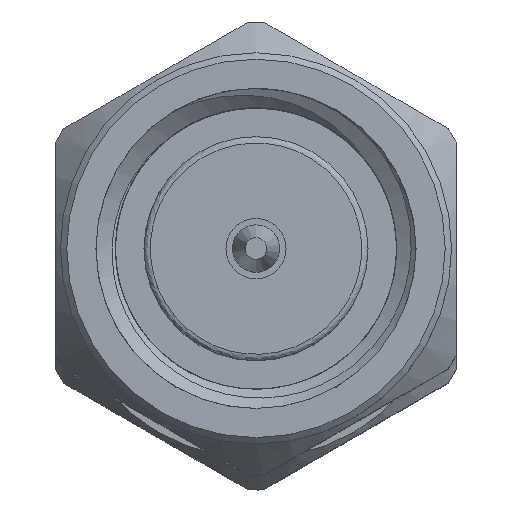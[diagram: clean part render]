
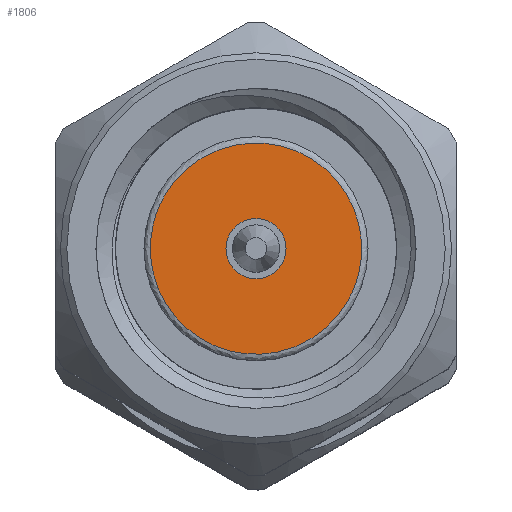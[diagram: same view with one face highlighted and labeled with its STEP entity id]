
A CAD part, top view. The second image highlights one B-rep face of the part: STEP entity #1806.
In plain terms, the highlighted face is planar.
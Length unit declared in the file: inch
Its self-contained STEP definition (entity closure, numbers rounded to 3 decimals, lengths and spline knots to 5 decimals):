
#290 =( BOUNDED_CURVE ( )  B_SPLINE_CURVE ( 3, ( #2648, #2962, #866, #855 ),
 .UNSPECIFIED., .F., .F. ) 
 B_SPLINE_CURVE_WITH_KNOTS ( ( 4, 4 ),
 ( 0., 1. ),
 .UNSPECIFIED. ) 
 CURVE ( )  GEOMETRIC_REPRESENTATION_ITEM ( )  RATIONAL_B_SPLINE_CURVE ( ( 1., 0.333, 0.333, 1. ) ) 
 REPRESENTATION_ITEM ( '' )  );
#299 = PLANE ( 'NONE',  #2423 ) ;
#379 = CARTESIAN_POINT ( 'NONE',  ( 0.67742, 0., -0.115 ) ) ;
#547 = FACE_BOUND ( 'NONE', #3374, .T. ) ;
#751 = CARTESIAN_POINT ( 'NONE',  ( 0.51242, 0., -0.115 ) ) ;
#765 = CARTESIAN_POINT ( 'NONE',  ( 0.67742, 0., -0.115 ) ) ;
#855 = CARTESIAN_POINT ( 'NONE',  ( 0.67742, 0., -0.115 ) ) ;
#866 = CARTESIAN_POINT ( 'NONE',  ( 0.67742, -0.165, -0.115 ) ) ;
#1066 = CARTESIAN_POINT ( 'NONE',  ( 0.51242, 0.165, -0.115 ) ) ;
#1214 = DIRECTION ( 'NONE',  ( 1., 0., 0. ) ) ;
#1257 = ORIENTED_EDGE ( 'NONE', *, *, #3338, .F. ) ;
#1271 =( BOUNDED_CURVE ( )  B_SPLINE_CURVE ( 3, ( #765, #2867, #1066, #751 ),
 .UNSPECIFIED., .F., .T. ) 
 B_SPLINE_CURVE_WITH_KNOTS ( ( 4, 4 ),
 ( 0., 1. ),
 .UNSPECIFIED. ) 
 CURVE ( )  GEOMETRIC_REPRESENTATION_ITEM ( )  RATIONAL_B_SPLINE_CURVE ( ( 1., 0.333, 0.333, 1. ) ) 
 REPRESENTATION_ITEM ( '' )  );
#1299 = ORIENTED_EDGE ( 'NONE', *, *, #1957, .F. ) ;
#1401 = EDGE_LOOP ( 'NONE', ( #1299, #1257 ) ) ;
#1468 = AXIS2_PLACEMENT_3D ( 'NONE', #3678, #3067, #3089 ) ;
#1576 = FACE_OUTER_BOUND ( 'NONE', #1401, .T. ) ;
#1637 = CARTESIAN_POINT ( 'NONE',  ( 0.51242, 0., -0.115 ) ) ;
#1806 = ADVANCED_FACE ( 'NONE', ( #547, #1576 ), #299, .F. ) ;
#1957 = EDGE_CURVE ( 'NONE', #2704, #2774, #1271, .T. ) ;
#2170 = CIRCLE ( 'NONE', #1468, 0.0235 ) ;
#2423 = AXIS2_PLACEMENT_3D ( 'NONE', #3019, #2739, #1214 ) ;
#2648 = CARTESIAN_POINT ( 'NONE',  ( 0.51242, 0., -0.115 ) ) ;
#2701 = EDGE_CURVE ( 'NONE', #3403, #3403, #2170, .T. ) ;
#2704 = VERTEX_POINT ( 'NONE', #379 ) ;
#2739 = DIRECTION ( 'NONE',  ( 0., 0., 1. ) ) ;
#2774 = VERTEX_POINT ( 'NONE', #1637 ) ;
#2867 = CARTESIAN_POINT ( 'NONE',  ( 0.67742, 0.165, -0.115 ) ) ;
#2959 = ORIENTED_EDGE ( 'NONE', *, *, #2701, .F. ) ;
#2962 = CARTESIAN_POINT ( 'NONE',  ( 0.51242, -0.165, -0.115 ) ) ;
#3019 = CARTESIAN_POINT ( 'NONE',  ( 0.59492, 0., -0.115 ) ) ;
#3067 = DIRECTION ( 'NONE',  ( 0., 0., -1. ) ) ;
#3089 = DIRECTION ( 'NONE',  ( 1., 0., 0. ) ) ;
#3338 = EDGE_CURVE ( 'NONE', #2774, #2704, #290, .T. ) ;
#3374 = EDGE_LOOP ( 'NONE', ( #2959 ) ) ;
#3403 = VERTEX_POINT ( 'NONE', #3880 ) ;
#3678 = CARTESIAN_POINT ( 'NONE',  ( 0.59492, 0., -0.115 ) ) ;
#3880 = CARTESIAN_POINT ( 'NONE',  ( 0.61842, 0., -0.115 ) ) ;
